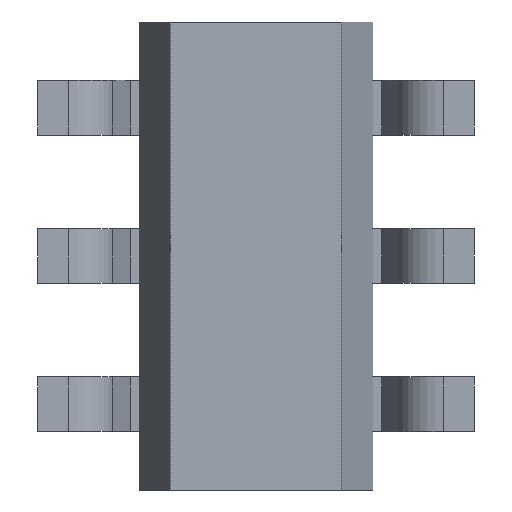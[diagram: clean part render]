
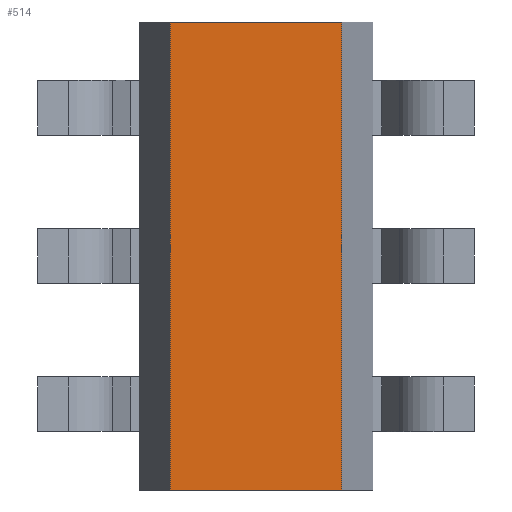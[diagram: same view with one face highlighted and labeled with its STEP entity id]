
A CAD part, front view. The second image highlights one B-rep face of the part: STEP entity #514.
In plain terms, the highlighted planar face has unit normal (0, -1, 0).
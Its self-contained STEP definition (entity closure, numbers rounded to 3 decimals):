
#12 = EDGE_CURVE ( 'NONE', #1099, #167, #18, .T. ) ;
#18 = LINE ( 'NONE', #580, #487 ) ;
#64 = VECTOR ( 'NONE', #1006, 1000. ) ;
#138 = CARTESIAN_POINT ( 'NONE',  ( 0.55, -0.42, 0. ) ) ;
#161 = EDGE_CURVE ( 'NONE', #521, #455, #607, .T. ) ;
#167 = VERTEX_POINT ( 'NONE', #299 ) ;
#181 = VECTOR ( 'NONE', #342, 1000. ) ;
#193 = EDGE_LOOP ( 'NONE', ( #434, #1052, #1023, #702 ) ) ;
#219 = DIRECTION ( 'NONE',  ( 0., 0., -1. ) ) ;
#246 = VECTOR ( 'NONE', #293, 1000. ) ;
#256 = CARTESIAN_POINT ( 'NONE',  ( -0.55, -0.42, 0. ) ) ;
#293 = DIRECTION ( 'NONE',  ( 0., 0., 1. ) ) ;
#299 = CARTESIAN_POINT ( 'NONE',  ( 0.55, -0.42, 0. ) ) ;
#310 = CARTESIAN_POINT ( 'NONE',  ( 0.55, -0.42, 3. ) ) ;
#324 = DIRECTION ( 'NONE',  ( 0., 0., -1. ) ) ;
#342 = DIRECTION ( 'NONE',  ( 1., 0., 0. ) ) ;
#429 = LINE ( 'NONE', #677, #181 ) ;
#434 = ORIENTED_EDGE ( 'NONE', *, *, #724, .T. ) ;
#444 = EDGE_CURVE ( 'NONE', #1099, #455, #744, .T. ) ;
#455 = VERTEX_POINT ( 'NONE', #753 ) ;
#487 = VECTOR ( 'NONE', #324, 1000. ) ;
#507 = FACE_OUTER_BOUND ( 'NONE', #193, .T. ) ;
#514 = ADVANCED_FACE ( 'NONE', ( #507 ), #928, .T. ) ;
#521 = VERTEX_POINT ( 'NONE', #911 ) ;
#580 = CARTESIAN_POINT ( 'NONE',  ( 0.55, -0.42, 0. ) ) ;
#607 = LINE ( 'NONE', #256, #246 ) ;
#642 = AXIS2_PLACEMENT_3D ( 'NONE', #138, #740, #219 ) ;
#677 = CARTESIAN_POINT ( 'NONE',  ( 0.55, -0.42, 0. ) ) ;
#702 = ORIENTED_EDGE ( 'NONE', *, *, #161, .F. ) ;
#724 = EDGE_CURVE ( 'NONE', #521, #167, #429, .T. ) ;
#740 = DIRECTION ( 'NONE',  ( 0., -1., 0. ) ) ;
#744 = LINE ( 'NONE', #1010, #64 ) ;
#753 = CARTESIAN_POINT ( 'NONE',  ( -0.55, -0.42, 3. ) ) ;
#911 = CARTESIAN_POINT ( 'NONE',  ( -0.55, -0.42, 0. ) ) ;
#928 = PLANE ( 'NONE',  #642 ) ;
#1006 = DIRECTION ( 'NONE',  ( -1., 0., 0. ) ) ;
#1010 = CARTESIAN_POINT ( 'NONE',  ( 0.55, -0.42, 3. ) ) ;
#1023 = ORIENTED_EDGE ( 'NONE', *, *, #444, .T. ) ;
#1052 = ORIENTED_EDGE ( 'NONE', *, *, #12, .F. ) ;
#1099 = VERTEX_POINT ( 'NONE', #310 ) ;
